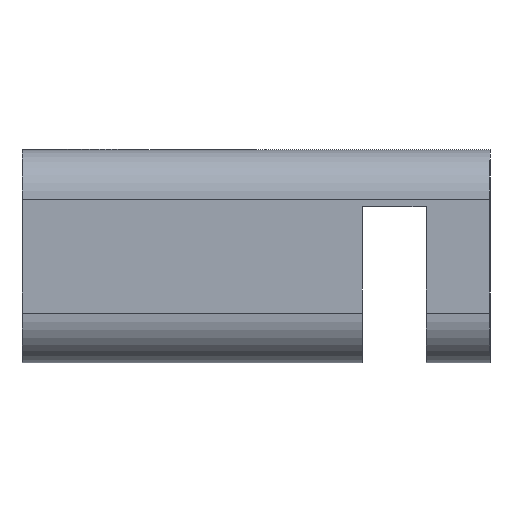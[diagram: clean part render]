
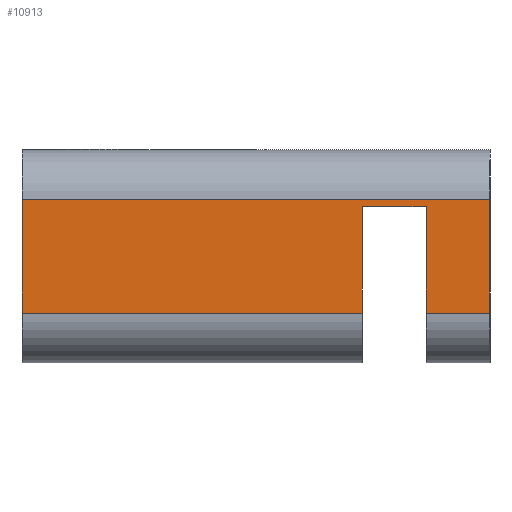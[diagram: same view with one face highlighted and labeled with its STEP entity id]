
A CAD part, left-side view. The second image highlights one B-rep face of the part: STEP entity #10913.
In plain terms, the highlighted planar face has unit normal (-1, 0, 0).
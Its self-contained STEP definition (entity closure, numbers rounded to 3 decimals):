
#446 = ORIENTED_EDGE ( 'NONE', *, *, #3499, .T. ) ;
#483 = EDGE_CURVE ( 'NONE', #2093, #12664, #9891, .T. ) ;
#861 = VERTEX_POINT ( 'NONE', #11506 ) ;
#919 = CARTESIAN_POINT ( 'NONE',  ( -3.45, -2.4, 0.2 ) ) ;
#999 = VERTEX_POINT ( 'NONE', #9141 ) ;
#1548 = ORIENTED_EDGE ( 'NONE', *, *, #12271, .T. ) ;
#1762 = LINE ( 'NONE', #4871, #6944 ) ;
#1997 = ORIENTED_EDGE ( 'NONE', *, *, #4099, .T. ) ;
#2093 = VERTEX_POINT ( 'NONE', #7192 ) ;
#2116 = CARTESIAN_POINT ( 'NONE',  ( -3.45, -1.5, 1.7 ) ) ;
#2156 = EDGE_CURVE ( 'NONE', #861, #8137, #5465, .T. ) ;
#2168 = CARTESIAN_POINT ( 'NONE',  ( -3.45, -1.5, 1.7 ) ) ;
#2280 = DIRECTION ( 'NONE',  ( 0., 0., -1. ) ) ;
#2386 = CARTESIAN_POINT ( 'NONE',  ( -3.45, 3.3, 1.8 ) ) ;
#2453 = DIRECTION ( 'NONE',  ( 1., 0., 0. ) ) ;
#2482 = CARTESIAN_POINT ( 'NONE',  ( -3.45, -2.4, 1.7 ) ) ;
#2510 = ORIENTED_EDGE ( 'NONE', *, *, #483, .T. ) ;
#2554 = VECTOR ( 'NONE', #4982, 1000. ) ;
#2631 = EDGE_CURVE ( 'NONE', #5431, #8034, #1762, .T. ) ;
#2691 = VERTEX_POINT ( 'NONE', #919 ) ;
#2970 = CARTESIAN_POINT ( 'NONE',  ( -3.45, 3.3, 0.2 ) ) ;
#2974 = CARTESIAN_POINT ( 'NONE',  ( -3.45, 3.3, 0.2 ) ) ;
#3176 = ORIENTED_EDGE ( 'NONE', *, *, #12570, .T. ) ;
#3210 = DIRECTION ( 'NONE',  ( 0., 0., 1. ) ) ;
#3378 = PLANE ( 'NONE',  #11306 ) ;
#3468 = CARTESIAN_POINT ( 'NONE',  ( -3.45, -2.4, 1.7 ) ) ;
#3499 = EDGE_CURVE ( 'NONE', #999, #2691, #8254, .T. ) ;
#3756 = ORIENTED_EDGE ( 'NONE', *, *, #10590, .T. ) ;
#3760 = VECTOR ( 'NONE', #7378, 1000. ) ;
#4099 = EDGE_CURVE ( 'NONE', #2691, #2093, #5227, .T. ) ;
#4688 = VECTOR ( 'NONE', #9840, 1000. ) ;
#4770 = FACE_OUTER_BOUND ( 'NONE', #6759, .T. ) ;
#4870 = CARTESIAN_POINT ( 'NONE',  ( -3.45, 3.3, 1.8 ) ) ;
#4871 = CARTESIAN_POINT ( 'NONE',  ( -3.45, 3.3, -0.5 ) ) ;
#4891 = LINE ( 'NONE', #4870, #10119 ) ;
#4982 = DIRECTION ( 'NONE',  ( 0., 0., 1. ) ) ;
#5115 = CARTESIAN_POINT ( 'NONE',  ( -3.45, 3.3, 0.2 ) ) ;
#5227 = LINE ( 'NONE', #2974, #10142 ) ;
#5431 = VERTEX_POINT ( 'NONE', #5115 ) ;
#5465 = LINE ( 'NONE', #2168, #2554 ) ;
#6590 = CARTESIAN_POINT ( 'NONE',  ( -3.45, -3.3, 1.8 ) ) ;
#6759 = EDGE_LOOP ( 'NONE', ( #3176, #446, #1997, #2510, #1548, #7309, #3756, #11027 ) ) ;
#6809 = DIRECTION ( 'NONE',  ( 0., 1., 0. ) ) ;
#6944 = VECTOR ( 'NONE', #3210, 1000. ) ;
#7192 = CARTESIAN_POINT ( 'NONE',  ( -3.45, -3.3, 0.2 ) ) ;
#7309 = ORIENTED_EDGE ( 'NONE', *, *, #2631, .F. ) ;
#7378 = DIRECTION ( 'NONE',  ( 0., -1., 0. ) ) ;
#8034 = VERTEX_POINT ( 'NONE', #2386 ) ;
#8137 = VERTEX_POINT ( 'NONE', #2116 ) ;
#8254 = LINE ( 'NONE', #2482, #10592 ) ;
#8267 = CARTESIAN_POINT ( 'NONE',  ( -3.45, 3.3, -0.5 ) ) ;
#8317 = DIRECTION ( 'NONE',  ( 0., -1., 0. ) ) ;
#8646 = CARTESIAN_POINT ( 'NONE',  ( -3.45, -3.3, -0.5 ) ) ;
#9141 = CARTESIAN_POINT ( 'NONE',  ( -3.45, -2.4, 1.7 ) ) ;
#9307 = DIRECTION ( 'NONE',  ( 0., 0., -1. ) ) ;
#9840 = DIRECTION ( 'NONE',  ( 0., -1., 0. ) ) ;
#9891 = LINE ( 'NONE', #8646, #11851 ) ;
#10119 = VECTOR ( 'NONE', #6809, 1000. ) ;
#10142 = VECTOR ( 'NONE', #8317, 1000. ) ;
#10590 = EDGE_CURVE ( 'NONE', #5431, #861, #12237, .T. ) ;
#10592 = VECTOR ( 'NONE', #2280, 1000. ) ;
#10913 = ADVANCED_FACE ( 'NONE', ( #4770 ), #3378, .F. ) ;
#11027 = ORIENTED_EDGE ( 'NONE', *, *, #2156, .T. ) ;
#11199 = DIRECTION ( 'NONE',  ( 0., 0., 1. ) ) ;
#11306 = AXIS2_PLACEMENT_3D ( 'NONE', #8267, #2453, #9307 ) ;
#11316 = LINE ( 'NONE', #3468, #3760 ) ;
#11506 = CARTESIAN_POINT ( 'NONE',  ( -3.45, -1.5, 0.2 ) ) ;
#11851 = VECTOR ( 'NONE', #11199, 1000. ) ;
#12237 = LINE ( 'NONE', #2970, #4688 ) ;
#12271 = EDGE_CURVE ( 'NONE', #12664, #8034, #4891, .T. ) ;
#12570 = EDGE_CURVE ( 'NONE', #8137, #999, #11316, .T. ) ;
#12664 = VERTEX_POINT ( 'NONE', #6590 ) ;
